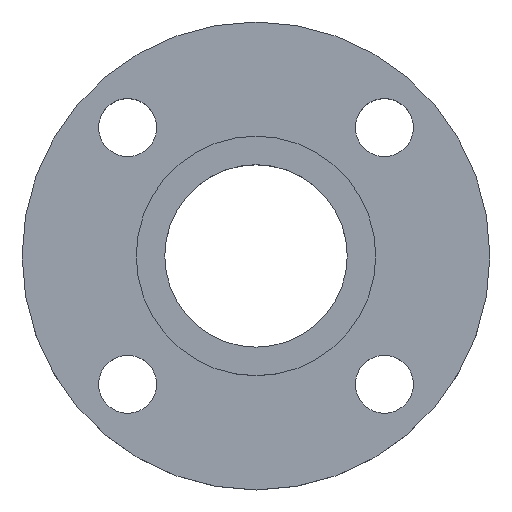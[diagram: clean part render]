
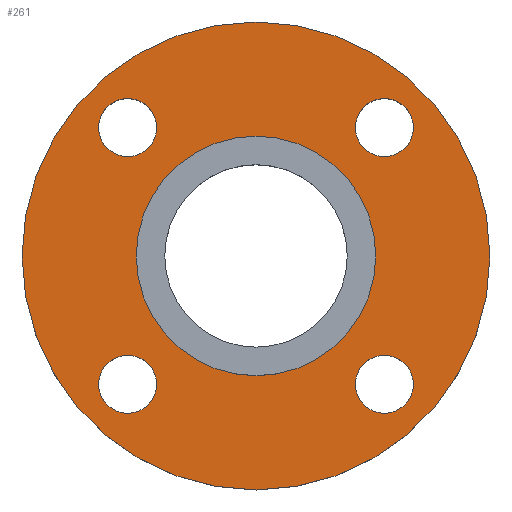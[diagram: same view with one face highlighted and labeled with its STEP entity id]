
A CAD part, top view. The second image highlights one B-rep face of the part: STEP entity #261.
In plain terms, the highlighted planar face has unit normal (0, 0, 1).
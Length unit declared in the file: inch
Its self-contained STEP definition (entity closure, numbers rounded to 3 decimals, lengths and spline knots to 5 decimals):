
#1 = DIRECTION ( 'NONE',  ( 0., 0., -1. ) ) ;
#9 = FACE_BOUND ( 'NONE', #237, .T. ) ;
#10 = AXIS2_PLACEMENT_3D ( 'NONE', #511, #297, #70 ) ;
#21 = DIRECTION ( 'NONE',  ( 0., -1., 0. ) ) ;
#28 = EDGE_LOOP ( 'NONE', ( #43, #349 ) ) ;
#36 = AXIS2_PLACEMENT_3D ( 'NONE', #606, #111, #331 ) ;
#43 = ORIENTED_EDGE ( 'NONE', *, *, #283, .F. ) ;
#48 = CARTESIAN_POINT ( 'NONE',  ( -1.37179, -1.37179, -0.0625 ) ) ;
#54 = DIRECTION ( 'NONE',  ( 0., 0., 1. ) ) ;
#61 = DIRECTION ( 'NONE',  ( 0., -1., 0. ) ) ;
#62 = FACE_BOUND ( 'NONE', #573, .T. ) ;
#66 = DIRECTION ( 'NONE',  ( 1., 0., 0. ) ) ;
#67 = AXIS2_PLACEMENT_3D ( 'NONE', #501, #355, #21 ) ;
#70 = DIRECTION ( 'NONE',  ( 1., 0., 0. ) ) ;
#73 = DIRECTION ( 'NONE',  ( 0., 0., 1. ) ) ;
#89 = CIRCLE ( 'NONE', #449, 0.31 ) ;
#92 = DIRECTION ( 'NONE',  ( -1., 0., 0. ) ) ;
#96 = EDGE_LOOP ( 'NONE', ( #193, #238 ) ) ;
#97 = DIRECTION ( 'NONE',  ( 0., 0., 1. ) ) ;
#111 = DIRECTION ( 'NONE',  ( 0., 0., 1. ) ) ;
#117 = AXIS2_PLACEMENT_3D ( 'NONE', #540, #54, #269 ) ;
#119 = CIRCLE ( 'NONE', #306, 2.5 ) ;
#127 = DIRECTION ( 'NONE',  ( 0., 1., 0. ) ) ;
#130 = CARTESIAN_POINT ( 'NONE',  ( 1.28, 0., -0.0625 ) ) ;
#131 = AXIS2_PLACEMENT_3D ( 'NONE', #433, #377, #61 ) ;
#138 = CARTESIAN_POINT ( 'NONE',  ( -1.37179, 1.37179, -0.0625 ) ) ;
#143 = AXIS2_PLACEMENT_3D ( 'NONE', #456, #678, #403 ) ;
#147 = VERTEX_POINT ( 'NONE', #600 ) ;
#155 = VERTEX_POINT ( 'NONE', #602 ) ;
#157 = DIRECTION ( 'NONE',  ( 1., 0., 0. ) ) ;
#158 = AXIS2_PLACEMENT_3D ( 'NONE', #560, #504, #66 ) ;
#163 = CARTESIAN_POINT ( 'NONE',  ( -1.37179, 1.06179, -0.0625 ) ) ;
#177 = FACE_BOUND ( 'NONE', #509, .T. ) ;
#182 = CARTESIAN_POINT ( 'NONE',  ( -1.37179, 1.37179, -0.0625 ) ) ;
#183 = VERTEX_POINT ( 'NONE', #491 ) ;
#184 = ORIENTED_EDGE ( 'NONE', *, *, #701, .F. ) ;
#187 = PLANE ( 'NONE',  #10 ) ;
#193 = ORIENTED_EDGE ( 'NONE', *, *, #605, .F. ) ;
#194 = CIRCLE ( 'NONE', #593, 0.31 ) ;
#195 = CIRCLE ( 'NONE', #143, 1.28 ) ;
#203 = VERTEX_POINT ( 'NONE', #163 ) ;
#205 = CARTESIAN_POINT ( 'NONE',  ( 1.06179, 1.37179, -0.0625 ) ) ;
#208 = CARTESIAN_POINT ( 'NONE',  ( -2.5, 0., -0.0625 ) ) ;
#211 = CARTESIAN_POINT ( 'NONE',  ( 0., 0., -0.0625 ) ) ;
#213 = EDGE_CURVE ( 'NONE', #183, #454, #650, .T. ) ;
#217 = DIRECTION ( 'NONE',  ( 0., 0., 1. ) ) ;
#222 = DIRECTION ( 'NONE',  ( 1., 0., 0. ) ) ;
#237 = EDGE_LOOP ( 'NONE', ( #320, #299 ) ) ;
#238 = ORIENTED_EDGE ( 'NONE', *, *, #285, .F. ) ;
#246 = CIRCLE ( 'NONE', #351, 1.28 ) ;
#261 = ADVANCED_FACE ( 'NONE', ( #549, #62, #495, #9, #177, #284 ), #187, .T. ) ;
#269 = DIRECTION ( 'NONE',  ( -1., 0., 0. ) ) ;
#278 = CIRCLE ( 'NONE', #67, 0.31 ) ;
#283 = EDGE_CURVE ( 'NONE', #147, #203, #194, .T. ) ;
#284 = FACE_OUTER_BOUND ( 'NONE', #682, .T. ) ;
#285 = EDGE_CURVE ( 'NONE', #522, #401, #278, .T. ) ;
#297 = DIRECTION ( 'NONE',  ( 0., 0., 1. ) ) ;
#299 = ORIENTED_EDGE ( 'NONE', *, *, #399, .F. ) ;
#303 = ORIENTED_EDGE ( 'NONE', *, *, #317, .T. ) ;
#305 = DIRECTION ( 'NONE',  ( 0., 1., 0. ) ) ;
#306 = AXIS2_PLACEMENT_3D ( 'NONE', #681, #341, #557 ) ;
#310 = ORIENTED_EDGE ( 'NONE', *, *, #468, .F. ) ;
#317 = EDGE_CURVE ( 'NONE', #583, #461, #119, .T. ) ;
#320 = ORIENTED_EDGE ( 'NONE', *, *, #213, .F. ) ;
#331 = DIRECTION ( 'NONE',  ( 1., 0., 0. ) ) ;
#337 = ORIENTED_EDGE ( 'NONE', *, *, #611, .T. ) ;
#341 = DIRECTION ( 'NONE',  ( 0., 0., 1. ) ) ;
#349 = ORIENTED_EDGE ( 'NONE', *, *, #476, .F. ) ;
#350 = VERTEX_POINT ( 'NONE', #130 ) ;
#351 = AXIS2_PLACEMENT_3D ( 'NONE', #428, #1, #157 ) ;
#355 = DIRECTION ( 'NONE',  ( 0., 0., 1. ) ) ;
#377 = DIRECTION ( 'NONE',  ( 0., 0., 1. ) ) ;
#399 = EDGE_CURVE ( 'NONE', #454, #183, #670, .T. ) ;
#401 = VERTEX_POINT ( 'NONE', #452 ) ;
#403 = DIRECTION ( 'NONE',  ( 1., 0., 0. ) ) ;
#425 = EDGE_CURVE ( 'NONE', #350, #690, #195, .T. ) ;
#428 = CARTESIAN_POINT ( 'NONE',  ( 0., 0., -0.0625 ) ) ;
#433 = CARTESIAN_POINT ( 'NONE',  ( 1.37179, -1.37179, -0.0625 ) ) ;
#449 = AXIS2_PLACEMENT_3D ( 'NONE', #138, #97, #305 ) ;
#452 = CARTESIAN_POINT ( 'NONE',  ( 1.37179, -1.68179, -0.0625 ) ) ;
#454 = VERTEX_POINT ( 'NONE', #205 ) ;
#456 = CARTESIAN_POINT ( 'NONE',  ( 0., 0., -0.0625 ) ) ;
#461 = VERTEX_POINT ( 'NONE', #208 ) ;
#462 = CIRCLE ( 'NONE', #686, 0.31 ) ;
#468 = EDGE_CURVE ( 'NONE', #603, #155, #462, .T. ) ;
#476 = EDGE_CURVE ( 'NONE', #203, #147, #89, .T. ) ;
#488 = CIRCLE ( 'NONE', #131, 0.31 ) ;
#491 = CARTESIAN_POINT ( 'NONE',  ( 1.68179, 1.37179, -0.0625 ) ) ;
#495 = FACE_BOUND ( 'NONE', #28, .T. ) ;
#497 = ORIENTED_EDGE ( 'NONE', *, *, #425, .T. ) ;
#501 = CARTESIAN_POINT ( 'NONE',  ( 1.37179, -1.37179, -0.0625 ) ) ;
#504 = DIRECTION ( 'NONE',  ( 0., 0., 1. ) ) ;
#509 = EDGE_LOOP ( 'NONE', ( #497, #635 ) ) ;
#511 = CARTESIAN_POINT ( 'NONE',  ( 0., 0., -0.0625 ) ) ;
#517 = AXIS2_PLACEMENT_3D ( 'NONE', #211, #217, #222 ) ;
#522 = VERTEX_POINT ( 'NONE', #574 ) ;
#526 = CIRCLE ( 'NONE', #517, 2.5 ) ;
#540 = CARTESIAN_POINT ( 'NONE',  ( -1.37179, -1.37179, -0.0625 ) ) ;
#549 = FACE_BOUND ( 'NONE', #96, .T. ) ;
#557 = DIRECTION ( 'NONE',  ( 1., 0., 0. ) ) ;
#560 = CARTESIAN_POINT ( 'NONE',  ( 1.37179, 1.37179, -0.0625 ) ) ;
#573 = EDGE_LOOP ( 'NONE', ( #184, #310 ) ) ;
#574 = CARTESIAN_POINT ( 'NONE',  ( 1.37179, -1.06179, -0.0625 ) ) ;
#583 = VERTEX_POINT ( 'NONE', #607 ) ;
#589 = EDGE_CURVE ( 'NONE', #690, #350, #246, .T. ) ;
#593 = AXIS2_PLACEMENT_3D ( 'NONE', #182, #73, #127 ) ;
#600 = CARTESIAN_POINT ( 'NONE',  ( -1.37179, 1.68179, -0.0625 ) ) ;
#602 = CARTESIAN_POINT ( 'NONE',  ( -1.68179, -1.37179, -0.0625 ) ) ;
#603 = VERTEX_POINT ( 'NONE', #648 ) ;
#604 = CARTESIAN_POINT ( 'NONE',  ( -1.28, 0., -0.0625 ) ) ;
#605 = EDGE_CURVE ( 'NONE', #401, #522, #488, .T. ) ;
#606 = CARTESIAN_POINT ( 'NONE',  ( 1.37179, 1.37179, -0.0625 ) ) ;
#607 = CARTESIAN_POINT ( 'NONE',  ( 2.5, 0., -0.0625 ) ) ;
#611 = EDGE_CURVE ( 'NONE', #461, #583, #526, .T. ) ;
#635 = ORIENTED_EDGE ( 'NONE', *, *, #589, .T. ) ;
#648 = CARTESIAN_POINT ( 'NONE',  ( -1.06179, -1.37179, -0.0625 ) ) ;
#650 = CIRCLE ( 'NONE', #36, 0.31 ) ;
#670 = CIRCLE ( 'NONE', #158, 0.31 ) ;
#678 = DIRECTION ( 'NONE',  ( 0., 0., -1. ) ) ;
#681 = CARTESIAN_POINT ( 'NONE',  ( 0., 0., -0.0625 ) ) ;
#682 = EDGE_LOOP ( 'NONE', ( #303, #337 ) ) ;
#683 = CIRCLE ( 'NONE', #117, 0.31 ) ;
#686 = AXIS2_PLACEMENT_3D ( 'NONE', #48, #694, #92 ) ;
#690 = VERTEX_POINT ( 'NONE', #604 ) ;
#694 = DIRECTION ( 'NONE',  ( 0., 0., 1. ) ) ;
#701 = EDGE_CURVE ( 'NONE', #155, #603, #683, .T. ) ;
